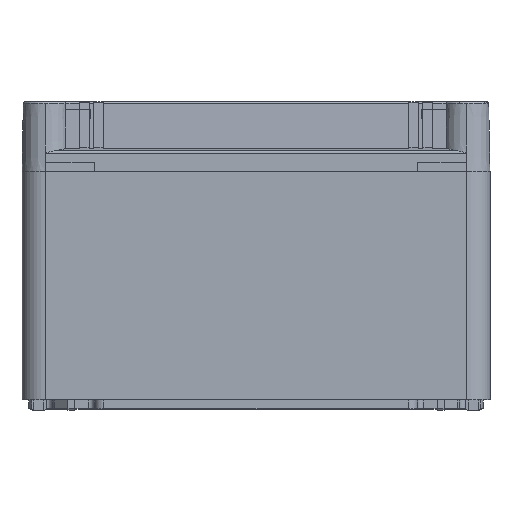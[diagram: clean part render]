
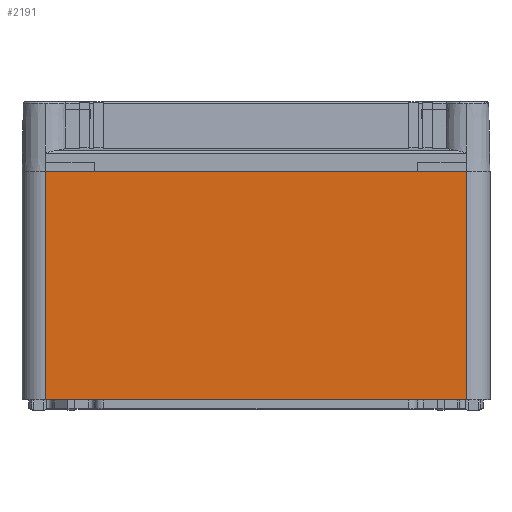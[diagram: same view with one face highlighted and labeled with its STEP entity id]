
A CAD part, left-side view. The second image highlights one B-rep face of the part: STEP entity #2191.
In plain terms, the highlighted planar face has unit normal (-1, 0, 0).
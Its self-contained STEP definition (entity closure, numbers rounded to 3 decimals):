
#2171=AXIS2_PLACEMENT_3D('Plane Axis2P3D',#2168,#2169,#2170) ;
#236=CARTESIAN_POINT('Vertex',(0.,10.,4.5)) ;
#239=CARTESIAN_POINT('Line Origine',(0.,100.,4.5)) ;
#243=CARTESIAN_POINT('Vertex',(0.,190.,4.5)) ;
#2153=CARTESIAN_POINT('Vertex',(0.,10.,102.)) ;
#2156=CARTESIAN_POINT('Line Origine',(0.,10.,52.)) ;
#2168=CARTESIAN_POINT('Axis2P3D Location',(0.,190.,102.)) ;
#2173=CARTESIAN_POINT('Line Origine',(0.,100.,102.)) ;
#2177=CARTESIAN_POINT('Vertex',(0.,190.,102.)) ;
#2180=CARTESIAN_POINT('Line Origine',(0.,190.,53.25)) ;
#240=DIRECTION('Vector Direction',(0.,-1.,0.)) ;
#2157=DIRECTION('Vector Direction',(0.,0.,1.)) ;
#2169=DIRECTION('Axis2P3D Direction',(1.,0.,0.)) ;
#2170=DIRECTION('Axis2P3D XDirection',(0.,-1.,0.)) ;
#2174=DIRECTION('Vector Direction',(0.,-1.,0.)) ;
#2181=DIRECTION('Vector Direction',(0.,0.,-1.)) ;
#241=VECTOR('Line Direction',#240,1.) ;
#2158=VECTOR('Line Direction',#2157,1.) ;
#2175=VECTOR('Line Direction',#2174,1.) ;
#2182=VECTOR('Line Direction',#2181,1.) ;
#2186=ORIENTED_EDGE('',*,*,#245,.T.) ;
#2187=ORIENTED_EDGE('',*,*,#2160,.F.) ;
#2188=ORIENTED_EDGE('',*,*,#2179,.F.) ;
#2189=ORIENTED_EDGE('',*,*,#2184,.T.) ;
#2191=ADVANCED_FACE('GH_FPC_20-40-13',(#2190),#2172,.F.) ;
#245=EDGE_CURVE('',#244,#237,#242,.T.) ;
#2160=EDGE_CURVE('',#2154,#237,#2159,.F.) ;
#2179=EDGE_CURVE('',#2178,#2154,#2176,.T.) ;
#2184=EDGE_CURVE('',#2178,#244,#2183,.T.) ;
#2185=EDGE_LOOP('',(#2186,#2187,#2188,#2189)) ;
#2190=FACE_OUTER_BOUND('',#2185,.T.) ;
#242=LINE('Line',#239,#241) ;
#2159=LINE('Line',#2156,#2158) ;
#2176=LINE('Line',#2173,#2175) ;
#2183=LINE('Line',#2180,#2182) ;
#2172=PLANE('',#2171) ;
#237=VERTEX_POINT('',#236) ;
#244=VERTEX_POINT('',#243) ;
#2154=VERTEX_POINT('',#2153) ;
#2178=VERTEX_POINT('',#2177) ;
